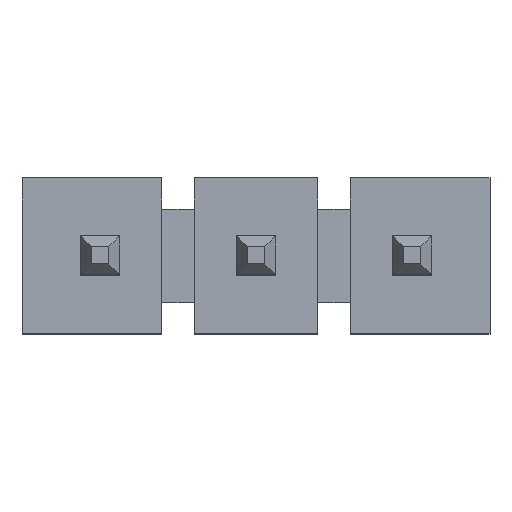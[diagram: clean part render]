
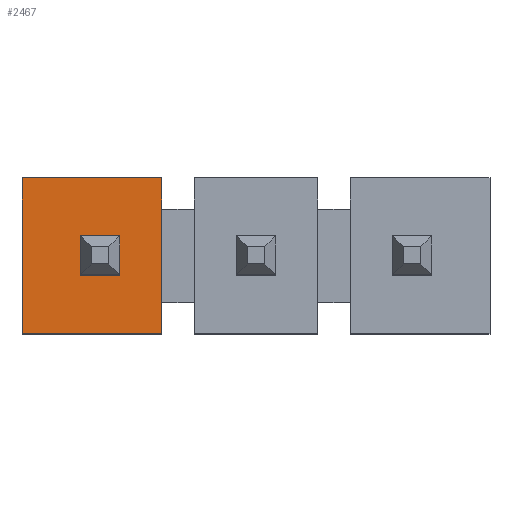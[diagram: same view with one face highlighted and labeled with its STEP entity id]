
A CAD part, top view. The second image highlights one B-rep face of the part: STEP entity #2467.
In plain terms, the highlighted free-form (B-spline) face has degree [1, 1] with [2, 2] control points.
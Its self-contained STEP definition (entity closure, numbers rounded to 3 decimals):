
#2325=CARTESIAN_POINT('',(1.007,-1.27,2.54));
#2326=VERTEX_POINT('',#2325);
#2327=CARTESIAN_POINT('',(1.007,1.27,2.54));
#2328=VERTEX_POINT('',#2327);
#2329=CARTESIAN_POINT('',(1.007,-1.27,2.54));
#2330=DIRECTION('',(0.0,1.0,0.0));
#2331=VECTOR('',#2330,2.54);
#2332=LINE('',#2329,#2331);
#2333=EDGE_CURVE('',#2326,#2328,#2332,.T.);
#2365=CARTESIAN_POINT('',(-1.27,1.27,2.54));
#2366=VERTEX_POINT('',#2365);
#2367=CARTESIAN_POINT('',(-1.27,-1.27,2.54));
#2368=VERTEX_POINT('',#2367);
#2369=CARTESIAN_POINT('',(-1.27,1.27,2.54));
#2370=DIRECTION('',(0.0,-1.0,0.0));
#2371=VECTOR('',#2370,2.54);
#2372=LINE('',#2369,#2371);
#2373=EDGE_CURVE('',#2366,#2368,#2372,.T.);
#2412=CARTESIAN_POINT('',(1.007,-1.27,2.54));
#2413=DIRECTION('',(-1.0,0.0,0.0));
#2414=VECTOR('',#2413,2.277);
#2415=LINE('',#2412,#2414);
#2416=EDGE_CURVE('',#2326,#2368,#2415,.T.);
#2444=CARTESIAN_POINT('',(1.007,1.27,2.54));
#2445=DIRECTION('',(-1.0,0.0,0.0));
#2446=VECTOR('',#2445,2.277);
#2447=LINE('',#2444,#2446);
#2448=EDGE_CURVE('',#2328,#2366,#2447,.T.);
#2456=CARTESIAN_POINT('',(-1.27,1.27,2.54));
#2457=CARTESIAN_POINT('',(1.007,1.27,2.54));
#2458=CARTESIAN_POINT('',(-1.27,-1.27,2.54));
#2459=CARTESIAN_POINT('',(1.007,-1.27,2.54));
#2460=B_SPLINE_SURFACE_WITH_KNOTS('',1,1,((#2456,#2458),(#2457,#2459)),.UNSPECIFIED.,.F.,.F.,.U.,(2,2),(2,2),(0.0,2.277),(0.0,2.54),.UNSPECIFIED.);
#2461=ORIENTED_EDGE('',*,*,#2416,.F.);
#2462=ORIENTED_EDGE('',*,*,#2333,.T.);
#2463=ORIENTED_EDGE('',*,*,#2448,.T.);
#2464=ORIENTED_EDGE('',*,*,#2373,.T.);
#2465=EDGE_LOOP('',(#2461,#2462,#2463,#2464));
#2466=FACE_OUTER_BOUND('',#2465,.T.);
#2467=ADVANCED_FACE('',(#2466),#2460,.F.);
